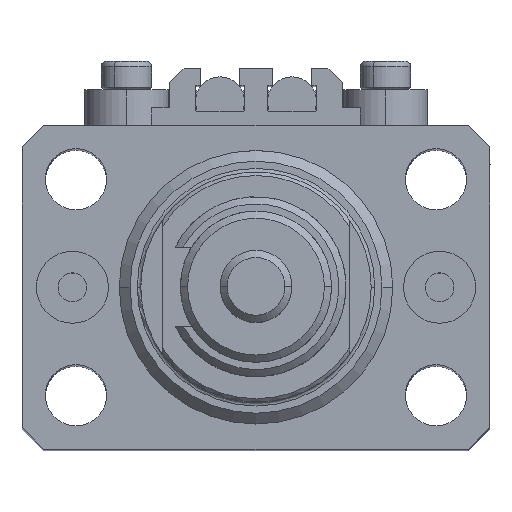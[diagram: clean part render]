
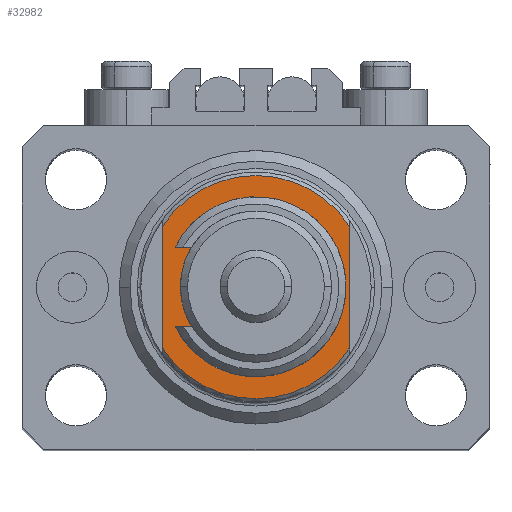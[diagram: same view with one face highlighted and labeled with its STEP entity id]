
A CAD part, top view. The second image highlights one B-rep face of the part: STEP entity #32982.
In plain terms, the highlighted face is planar.
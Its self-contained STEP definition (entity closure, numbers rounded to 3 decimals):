
#98 = CARTESIAN_POINT ( 'NONE',  ( 13., -8.441, -6.5 ) ) ;
#337 = CARTESIAN_POINT ( 'NONE',  ( 0., 0., -6.5 ) ) ;
#461 = CARTESIAN_POINT ( 'NONE',  ( -9.5, 0., -6.5 ) ) ;
#2598 = CARTESIAN_POINT ( 'NONE',  ( 13., -43.081, -6.5 ) ) ;
#2848 = LINE ( 'NONE', #2598, #19817 ) ;
#4220 = CIRCLE ( 'NONE', #49389, 9.5 ) ;
#4964 = DIRECTION ( 'NONE',  ( 0., 0., -1. ) ) ;
#4996 = EDGE_LOOP ( 'NONE', ( #9152, #27329 ) ) ;
#5652 = EDGE_CURVE ( 'NONE', #33896, #23363, #27799, .T. ) ;
#7361 = EDGE_CURVE ( 'NONE', #33896, #28234, #22968, .T. ) ;
#8323 = VERTEX_POINT ( 'NONE', #98 ) ;
#8421 = AXIS2_PLACEMENT_3D ( 'NONE', #337, #47132, #31169 ) ;
#9152 = ORIENTED_EDGE ( 'NONE', *, *, #13075, .T. ) ;
#9455 = EDGE_CURVE ( 'NONE', #23363, #8323, #2848, .T. ) ;
#9953 = AXIS2_PLACEMENT_3D ( 'NONE', #19160, #50266, #49752 ) ;
#11551 = EDGE_CURVE ( 'NONE', #8323, #28234, #26451, .T. ) ;
#12680 = FACE_BOUND ( 'NONE', #4996, .T. ) ;
#12820 = VERTEX_POINT ( 'NONE', #461 ) ;
#13075 = EDGE_CURVE ( 'NONE', #12820, #18720, #4220, .T. ) ;
#15098 = CARTESIAN_POINT ( 'NONE',  ( 9.5, 0., -6.5 ) ) ;
#16325 = AXIS2_PLACEMENT_3D ( 'NONE', #45347, #29139, #17834 ) ;
#16521 = CIRCLE ( 'NONE', #9953, 9.5 ) ;
#17834 = DIRECTION ( 'NONE',  ( -1., 0., 0. ) ) ;
#18403 = CARTESIAN_POINT ( 'NONE',  ( 0., 0., -6.5 ) ) ;
#18720 = VERTEX_POINT ( 'NONE', #15098 ) ;
#19054 = ORIENTED_EDGE ( 'NONE', *, *, #11551, .T. ) ;
#19160 = CARTESIAN_POINT ( 'NONE',  ( 0., 0., -6.5 ) ) ;
#19817 = VECTOR ( 'NONE', #29827, 1000. ) ;
#20645 = DIRECTION ( 'NONE',  ( -1., 0., 0. ) ) ;
#22968 = LINE ( 'NONE', #30414, #37793 ) ;
#23363 = VERTEX_POINT ( 'NONE', #44852 ) ;
#24485 = PLANE ( 'NONE',  #49308 ) ;
#26451 = CIRCLE ( 'NONE', #8421, 15.5 ) ;
#27329 = ORIENTED_EDGE ( 'NONE', *, *, #32654, .T. ) ;
#27799 = CIRCLE ( 'NONE', #16325, 15.5 ) ;
#28234 = VERTEX_POINT ( 'NONE', #30301 ) ;
#28349 = FACE_OUTER_BOUND ( 'NONE', #42735, .T. ) ;
#29139 = DIRECTION ( 'NONE',  ( 0., 0., -1. ) ) ;
#29827 = DIRECTION ( 'NONE',  ( 0., -1., 0. ) ) ;
#30301 = CARTESIAN_POINT ( 'NONE',  ( -13., -8.441, -6.5 ) ) ;
#30414 = CARTESIAN_POINT ( 'NONE',  ( -13., -43.081, -6.5 ) ) ;
#31169 = DIRECTION ( 'NONE',  ( -1., 0., 0. ) ) ;
#32654 = EDGE_CURVE ( 'NONE', #18720, #12820, #16521, .T. ) ;
#32982 = ADVANCED_FACE ( 'NONE', ( #12680, #28349 ), #24485, .T. ) ;
#33566 = DIRECTION ( 'NONE',  ( -1., 0., 0. ) ) ;
#33896 = VERTEX_POINT ( 'NONE', #39925 ) ;
#34885 = ORIENTED_EDGE ( 'NONE', *, *, #5652, .T. ) ;
#37793 = VECTOR ( 'NONE', #38643, 1000. ) ;
#38643 = DIRECTION ( 'NONE',  ( 0., -1., 0. ) ) ;
#39925 = CARTESIAN_POINT ( 'NONE',  ( -13., 8.441, -6.5 ) ) ;
#40175 = CARTESIAN_POINT ( 'NONE',  ( 0., 0., -6.5 ) ) ;
#41557 = DIRECTION ( 'NONE',  ( 0., 0., 1. ) ) ;
#42735 = EDGE_LOOP ( 'NONE', ( #34885, #50762, #19054, #46314 ) ) ;
#44852 = CARTESIAN_POINT ( 'NONE',  ( 13., 8.441, -6.5 ) ) ;
#45347 = CARTESIAN_POINT ( 'NONE',  ( 0., 0., -6.5 ) ) ;
#46314 = ORIENTED_EDGE ( 'NONE', *, *, #7361, .F. ) ;
#47132 = DIRECTION ( 'NONE',  ( 0., 0., -1. ) ) ;
#49308 = AXIS2_PLACEMENT_3D ( 'NONE', #40175, #4964, #20645 ) ;
#49389 = AXIS2_PLACEMENT_3D ( 'NONE', #18403, #41557, #33566 ) ;
#49752 = DIRECTION ( 'NONE',  ( -1., 0., 0. ) ) ;
#50266 = DIRECTION ( 'NONE',  ( 0., 0., 1. ) ) ;
#50762 = ORIENTED_EDGE ( 'NONE', *, *, #9455, .T. ) ;
